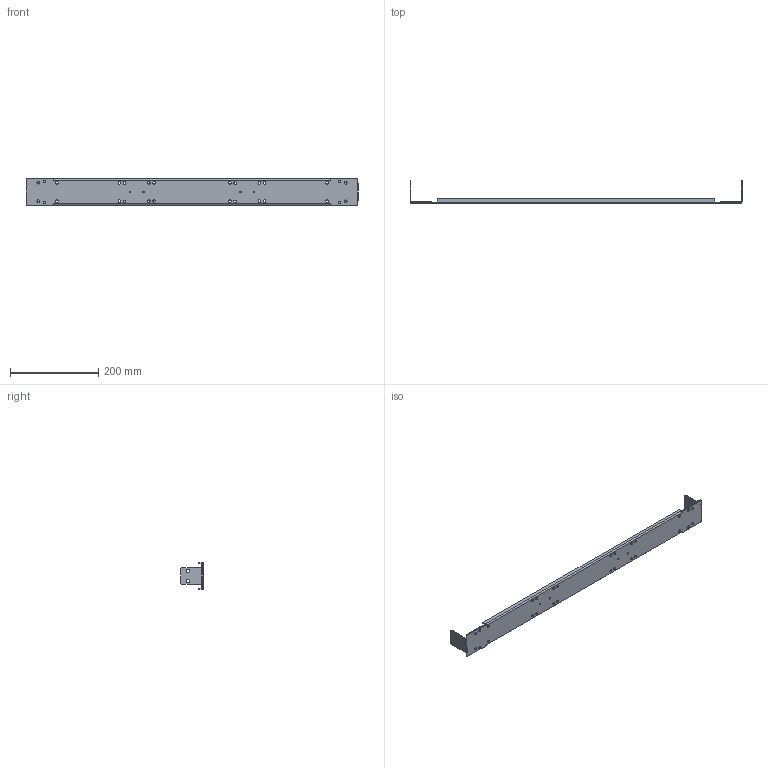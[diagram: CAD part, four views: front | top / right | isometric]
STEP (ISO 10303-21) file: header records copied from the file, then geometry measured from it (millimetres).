
FILE_DESCRIPTION((''),'2;1');
FILE_NAME('001338147_BL_UR_4_ASM','2023-03-06T13:08:00',('klemen.sitar'),('Audax d.o.o.'),'CREO PARAMETRIC BY PTC INC, 2021304','CREO PARAMETRIC BY PTC INC, 2021304','');
FILE_SCHEMA(('AP242_MANAGED_MODEL_BASED_3D_ENGINEERING_MIM_LF { 1 0 10303 442 1 1 4 }'));
Length unit declared in the file: millimetre
Products named in the file (6): 2620326816_1; 3006888304_1_1; 2620326816_1_1; ENCLOSURE_ACCESSORIES_GENERAL_1_ASM; ASM0001_ASM; 001338147_BL_UR_4_ASM
Assembly tree (5 placements, depth 4):
  001338147_BL_UR_4_ASM
    2620326816_1
    ASM0001_ASM
      ENCLOSURE_ACCESSORIES_GENERAL_1_ASM
        3006888304_1_1
        2620326816_1_1
Bounding box: 751 x 51.5 x 59.5 mm (x, y, z)
Volume: 122974.6 mm3; surface area: 128987.8 mm2
Topology: 3 solids, 3 shells, 150 faces, 420 edges, 276 vertices
Faces by surface type: cylinder 100, plane 50
Entity records: 7155 total; most frequent: DIRECTION 956, CARTESIAN_POINT 874, ORIENTED_EDGE 840, PRESENTATION_STYLE_ASSIGNMENT 423, STYLED_ITEM 423, CURVE_STYLE 420, EDGE_CURVE 420, AXIS2_PLACEMENT_3D 372
